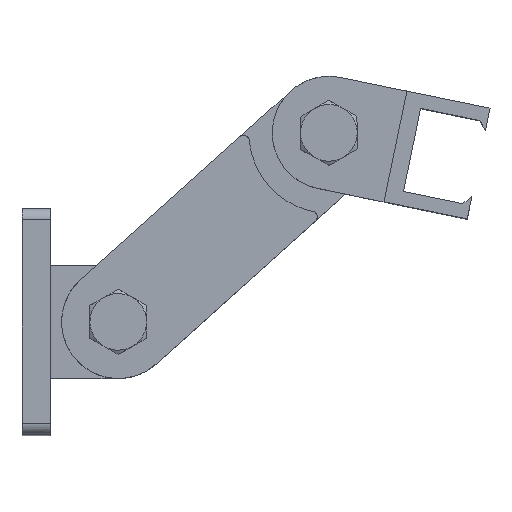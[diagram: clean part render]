
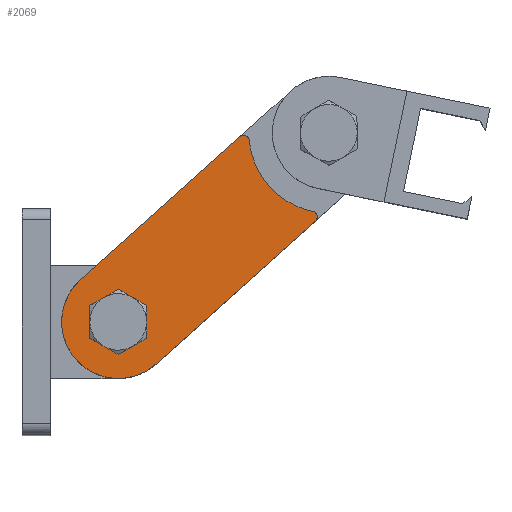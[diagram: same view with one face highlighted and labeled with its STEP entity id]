
A CAD part, top view. The second image highlights one B-rep face of the part: STEP entity #2069.
In plain terms, the highlighted free-form (B-spline) face has degree [1, 1] with [2, 2] control points.
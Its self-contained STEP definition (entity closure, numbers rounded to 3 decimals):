
#1226 = VERTEX_POINT('',#1227);
#1227 = CARTESIAN_POINT('',(7.908,36.509,6.446
    ));
#1232 = EDGE_CURVE('',#1233,#1226,#1235,.T.);
#1233 = VERTEX_POINT('',#1234);
#1234 = CARTESIAN_POINT('',(8.112,36.043,6.446
    ));
#1235 = ( BOUNDED_CURVE() B_SPLINE_CURVE(2,(#1236,#1237,#1238),
.UNSPECIFIED.,.F.,.F.) B_SPLINE_CURVE_WITH_KNOTS((3,3),(5.647,
6.283),.PIECEWISE_BEZIER_KNOTS.) CURVE() 
GEOMETRIC_REPRESENTATION_ITEM() RATIONAL_B_SPLINE_CURVE((1.,
0.95,1.)) REPRESENTATION_ITEM('') );
#1236 = CARTESIAN_POINT('',(8.112,36.043,6.446
    ));
#1237 = CARTESIAN_POINT('',(8.087,36.31,
    6.446));
#1238 = CARTESIAN_POINT('',(7.908,36.509,6.446
    ));
#1266 = VERTEX_POINT('',#1267);
#1267 = CARTESIAN_POINT('',(17.676,25.621,
    6.446));
#1272 = EDGE_CURVE('',#1273,#1266,#1275,.T.);
#1273 = VERTEX_POINT('',#1274);
#1274 = CARTESIAN_POINT('',(17.613,24.473,
    6.446));
#1275 = ( BOUNDED_CURVE() B_SPLINE_CURVE(2,(#1276,#1277,#1278),
.UNSPECIFIED.,.F.,.F.) B_SPLINE_CURVE_WITH_KNOTS((3,3),(4.712,
6.283),.PIECEWISE_BEZIER_KNOTS.) CURVE() 
GEOMETRIC_REPRESENTATION_ITEM() RATIONAL_B_SPLINE_CURVE((1.,
0.707,1.)) REPRESENTATION_ITEM('') );
#1276 = CARTESIAN_POINT('',(17.613,24.473,
    6.446));
#1277 = CARTESIAN_POINT('',(18.218,25.016,
    6.446));
#1278 = CARTESIAN_POINT('',(17.676,25.621,
    6.446));
#1346 = VERTEX_POINT('',#1347);
#1347 = CARTESIAN_POINT('',(-8.272,12.168,
    6.446));
#1352 = EDGE_CURVE('',#1353,#1346,#1355,.T.);
#1353 = VERTEX_POINT('',#1354);
#1354 = CARTESIAN_POINT('',(-13.111,7.827,6.446
    ));
#1355 = ( BOUNDED_CURVE() B_SPLINE_CURVE(2,(#1356,#1357,#1358,#1359,
#1360),.UNSPECIFIED.,.F.,.F.) B_SPLINE_CURVE_WITH_KNOTS((3,2,3),(
    3.142,4.712,6.283),
.PIECEWISE_BEZIER_KNOTS.) CURVE() GEOMETRIC_REPRESENTATION_ITEM() 
RATIONAL_B_SPLINE_CURVE((1.,0.707,1.,0.707,1.)) 
REPRESENTATION_ITEM('') );
#1356 = CARTESIAN_POINT('',(-13.111,7.827,6.446
    ));
#1357 = CARTESIAN_POINT('',(-10.941,5.407,6.446)
  );
#1358 = CARTESIAN_POINT('',(-8.521,7.578,
    6.446));
#1359 = CARTESIAN_POINT('',(-6.102,9.748,6.446
    ));
#1360 = CARTESIAN_POINT('',(-8.272,12.168,
    6.446));
#1519 = EDGE_CURVE('',#1520,#1522,#1524,.T.);
#1520 = VERTEX_POINT('',#1521);
#1521 = CARTESIAN_POINT('',(-16.741,4.571,
    6.446));
#1522 = VERTEX_POINT('',#1523);
#1523 = CARTESIAN_POINT('',(-5.265,3.948,
    6.446));
#1524 = ( BOUNDED_CURVE() B_SPLINE_CURVE(2,(#1525,#1526,#1527),
.UNSPECIFIED.,.F.,.F.) B_SPLINE_CURVE_WITH_KNOTS((3,3),(3.142,
4.712),.PIECEWISE_BEZIER_KNOTS.) CURVE() 
GEOMETRIC_REPRESENTATION_ITEM() RATIONAL_B_SPLINE_CURVE((1.,
0.707,1.)) REPRESENTATION_ITEM('') );
#1525 = CARTESIAN_POINT('',(-16.741,4.571,
    6.446));
#1526 = CARTESIAN_POINT('',(-11.314,-1.478,
    6.446));
#1527 = CARTESIAN_POINT('',(-5.265,3.948,
    6.446));
#1900 = EDGE_CURVE('',#1901,#1903,#1905,.T.);
#1901 = VERTEX_POINT('',#1902);
#1902 = CARTESIAN_POINT('',(6.76,36.571,
    6.446));
#1903 = VERTEX_POINT('',#1904);
#1904 = CARTESIAN_POINT('',(-16.118,16.046,
    6.446));
#1905 = B_SPLINE_CURVE_WITH_KNOTS('',1,(#1906,#1907),.UNSPECIFIED.,.F.,
  .F.,(2,2),(-37.823,0.),.PIECEWISE_BEZIER_KNOTS.);
#1906 = CARTESIAN_POINT('',(6.76,36.571,
    6.446));
#1907 = CARTESIAN_POINT('',(-16.118,16.046,
    6.446));
#1977 = EDGE_CURVE('',#1903,#1520,#1978,.T.);
#1978 = ( BOUNDED_CURVE() B_SPLINE_CURVE(2,(#1979,#1980,#1981),
.UNSPECIFIED.,.F.,.F.) B_SPLINE_CURVE_WITH_KNOTS((3,3),(1.571,
3.142),.PIECEWISE_BEZIER_KNOTS.) CURVE() 
GEOMETRIC_REPRESENTATION_ITEM() RATIONAL_B_SPLINE_CURVE((1.,
0.707,1.)) REPRESENTATION_ITEM('') );
#1979 = CARTESIAN_POINT('',(-16.118,16.046,
    6.446));
#1980 = CARTESIAN_POINT('',(-22.167,10.619,
    6.446));
#1981 = CARTESIAN_POINT('',(-16.741,4.571,
    6.446));
#2006 = EDGE_CURVE('',#1522,#1273,#2007,.T.);
#2007 = B_SPLINE_CURVE_WITH_KNOTS('',1,(#2008,#2009),.UNSPECIFIED.,.F.,
  .F.,(2,2),(0.,37.823),.PIECEWISE_BEZIER_KNOTS.);
#2008 = CARTESIAN_POINT('',(-5.265,3.948,
    6.446));
#2009 = CARTESIAN_POINT('',(17.613,24.473,
    6.446));
#2069 = ADVANCED_FACE('',(#2070,#2081),#2109,.T.);
#2070 = FACE_BOUND('',#2071,.T.);
#2071 = EDGE_LOOP('',(#2072,#2080));
#2072 = ORIENTED_EDGE('',*,*,#2073,.F.);
#2073 = EDGE_CURVE('',#1346,#1353,#2074,.T.);
#2074 = ( BOUNDED_CURVE() B_SPLINE_CURVE(2,(#2075,#2076,#2077,#2078,
#2079),.UNSPECIFIED.,.F.,.F.) B_SPLINE_CURVE_WITH_KNOTS((3,2,3),(0.,
1.571,3.142),.PIECEWISE_BEZIER_KNOTS.) CURVE() 
GEOMETRIC_REPRESENTATION_ITEM() RATIONAL_B_SPLINE_CURVE((1.,
0.707,1.,0.707,1.)) REPRESENTATION_ITEM('') );
#2075 = CARTESIAN_POINT('',(-8.272,12.168,
    6.446));
#2076 = CARTESIAN_POINT('',(-10.443,14.587,
    6.446));
#2077 = CARTESIAN_POINT('',(-12.862,12.417,
    6.446));
#2078 = CARTESIAN_POINT('',(-15.282,10.246,
    6.446));
#2079 = CARTESIAN_POINT('',(-13.111,7.827,6.446
    ));
#2080 = ORIENTED_EDGE('',*,*,#1352,.F.);
#2081 = FACE_BOUND('',#2082,.T.);
#2082 = EDGE_LOOP('',(#2083,#2084,#2085,#2093,#2099,#2100,#2106,#2107,
    #2108));
#2083 = ORIENTED_EDGE('',*,*,#2006,.T.);
#2084 = ORIENTED_EDGE('',*,*,#1272,.T.);
#2085 = ORIENTED_EDGE('',*,*,#2086,.T.);
#2086 = EDGE_CURVE('',#1266,#2087,#2089,.T.);
#2087 = VERTEX_POINT('',#2088);
#2088 = CARTESIAN_POINT('',(17.235,25.874,
    6.446));
#2089 = ( BOUNDED_CURVE() B_SPLINE_CURVE(2,(#2090,#2091,#2092),
.UNSPECIFIED.,.F.,.F.) B_SPLINE_CURVE_WITH_KNOTS((3,3),(0.,
0.636),.PIECEWISE_BEZIER_KNOTS.) CURVE() 
GEOMETRIC_REPRESENTATION_ITEM() RATIONAL_B_SPLINE_CURVE((1.,
0.95,1.)) REPRESENTATION_ITEM('') );
#2090 = CARTESIAN_POINT('',(17.676,25.621,
    6.446));
#2091 = CARTESIAN_POINT('',(17.497,25.82,
    6.446));
#2092 = CARTESIAN_POINT('',(17.235,25.874,
    6.446));
#2093 = ORIENTED_EDGE('',*,*,#2094,.F.);
#2094 = EDGE_CURVE('',#1233,#2087,#2095,.T.);
#2095 = ( BOUNDED_CURVE() B_SPLINE_CURVE(2,(#2096,#2097,#2098),
.UNSPECIFIED.,.F.,.F.) B_SPLINE_CURVE_WITH_KNOTS((3,3),(2.505,
3.778),.PIECEWISE_BEZIER_KNOTS.) CURVE() 
GEOMETRIC_REPRESENTATION_ITEM() RATIONAL_B_SPLINE_CURVE((1.,
0.804,1.)) REPRESENTATION_ITEM('') );
#2096 = CARTESIAN_POINT('',(8.112,36.043,6.446
    ));
#2097 = CARTESIAN_POINT('',(8.915,27.587,
    6.446));
#2098 = CARTESIAN_POINT('',(17.235,25.874,
    6.446));
#2099 = ORIENTED_EDGE('',*,*,#1232,.T.);
#2100 = ORIENTED_EDGE('',*,*,#2101,.T.);
#2101 = EDGE_CURVE('',#1226,#1901,#2102,.T.);
#2102 = ( BOUNDED_CURVE() B_SPLINE_CURVE(2,(#2103,#2104,#2105),
.UNSPECIFIED.,.F.,.F.) B_SPLINE_CURVE_WITH_KNOTS((3,3),(0.,
1.571),.PIECEWISE_BEZIER_KNOTS.) CURVE() 
GEOMETRIC_REPRESENTATION_ITEM() RATIONAL_B_SPLINE_CURVE((1.,
0.707,1.)) REPRESENTATION_ITEM('') );
#2103 = CARTESIAN_POINT('',(7.908,36.509,6.446
    ));
#2104 = CARTESIAN_POINT('',(7.365,37.114,
    6.446));
#2105 = CARTESIAN_POINT('',(6.76,36.571,
    6.446));
#2106 = ORIENTED_EDGE('',*,*,#1900,.T.);
#2107 = ORIENTED_EDGE('',*,*,#1977,.T.);
#2108 = ORIENTED_EDGE('',*,*,#1519,.T.);
#2109 = B_SPLINE_SURFACE_WITH_KNOTS('',1,1,(
    (#2110,#2111)
    ,(#2112,#2113
    )),.UNSPECIFIED.,.F.,.F.,.F.,(2,2),(2,2),(-60.,-11.177),(
    -10.,10.),.PIECEWISE_BEZIER_KNOTS.);
#2110 = CARTESIAN_POINT('',(-11.314,-1.478,
    6.446));
#2111 = CARTESIAN_POINT('',(-22.167,10.619,
    6.446));
#2112 = CARTESIAN_POINT('',(18.218,25.016,
    6.446));
#2113 = CARTESIAN_POINT('',(7.365,37.114,
    6.446));
